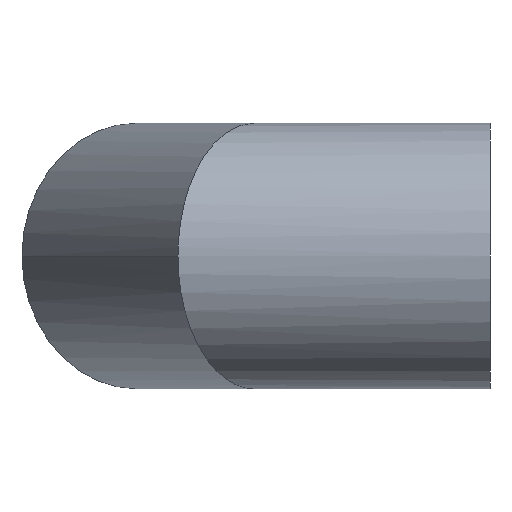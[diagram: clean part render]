
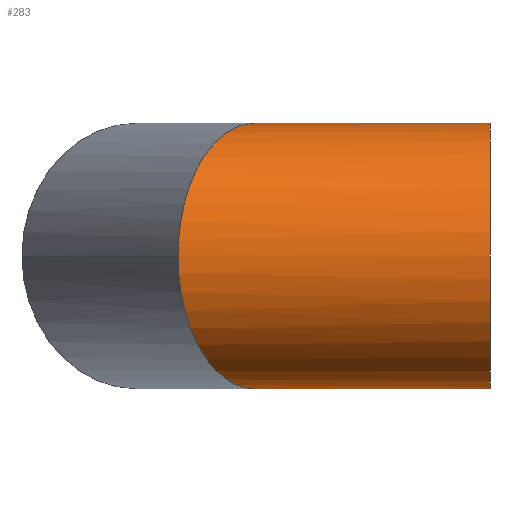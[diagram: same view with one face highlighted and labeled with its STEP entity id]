
A CAD part, left-side view. The second image highlights one B-rep face of the part: STEP entity #283.
In plain terms, the highlighted cylindrical face has radius 177.5 mm (diameter 355 mm), a partial arc.
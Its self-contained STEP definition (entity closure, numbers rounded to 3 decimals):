
#6 = LINE ( 'NONE', #316, #86 ) ;
#11 = VERTEX_POINT ( 'NONE', #209 ) ;
#31 = DIRECTION ( 'NONE',  ( 0., 0., 1. ) ) ;
#40 = EDGE_CURVE ( 'NONE', #335, #140, #356, .T. ) ;
#59 = EDGE_CURVE ( 'NONE', #11, #285, #265, .T. ) ;
#71 = DIRECTION ( 'NONE',  ( 0., 1., 0. ) ) ;
#76 = DIRECTION ( 'NONE',  ( 0., 1., 0. ) ) ;
#81 = VERTEX_POINT ( 'NONE', #266 ) ;
#85 = EDGE_LOOP ( 'NONE', ( #343, #110, #195, #291, #130 ) ) ;
#86 = VECTOR ( 'NONE', #76, 1000. ) ;
#92 = EDGE_CURVE ( 'NONE', #81, #335, #271, .T. ) ;
#96 = DIRECTION ( 'NONE',  ( 0., 1., 0. ) ) ;
#99 = EDGE_CURVE ( 'NONE', #140, #11, #161, .T. ) ;
#110 = ORIENTED_EDGE ( 'NONE', *, *, #92, .T. ) ;
#113 = CARTESIAN_POINT ( 'NONE',  ( 0., 0., 0. ) ) ;
#120 = CARTESIAN_POINT ( 'NONE',  ( -177.5, 417.146, 0. ) ) ;
#127 = CARTESIAN_POINT ( 'NONE',  ( 0., 314.667, 177.5 ) ) ;
#128 = CARTESIAN_POINT ( 'NONE',  ( 0., 314.667, -177.5 ) ) ;
#130 = ORIENTED_EDGE ( 'NONE', *, *, #59, .T. ) ;
#140 = VERTEX_POINT ( 'NONE', #244 ) ;
#150 = CARTESIAN_POINT ( 'NONE',  ( -177.5, 417.146, -103.977 ) ) ;
#158 = CYLINDRICAL_SURFACE ( 'NONE', #225, 177.5 ) ;
#161 =( BOUNDED_CURVE ( )  B_SPLINE_CURVE ( 3, ( #127, #357, #329, #120 ),
 .UNSPECIFIED., .F., .T. ) 
 B_SPLINE_CURVE_WITH_KNOTS ( ( 4, 4 ),
 ( 4.712, 6.283 ),
 .UNSPECIFIED. ) 
 CURVE ( )  GEOMETRIC_REPRESENTATION_ITEM ( )  RATIONAL_B_SPLINE_CURVE ( ( 1., 0.805, 0.805, 1. ) ) 
 REPRESENTATION_ITEM ( '' )  );
#180 = CARTESIAN_POINT ( 'NONE',  ( 0., 0., 177.5 ) ) ;
#195 = ORIENTED_EDGE ( 'NONE', *, *, #40, .T. ) ;
#203 = CARTESIAN_POINT ( 'NONE',  ( 0., 314.667, -177.5 ) ) ;
#208 = CARTESIAN_POINT ( 'NONE',  ( -177.5, 417.146, 0. ) ) ;
#209 = CARTESIAN_POINT ( 'NONE',  ( -177.5, 417.146, 0. ) ) ;
#225 = AXIS2_PLACEMENT_3D ( 'NONE', #364, #71, #310 ) ;
#237 = AXIS2_PLACEMENT_3D ( 'NONE', #113, #96, #31 ) ;
#244 = CARTESIAN_POINT ( 'NONE',  ( 0., 314.667, 177.5 ) ) ;
#265 =( BOUNDED_CURVE ( )  B_SPLINE_CURVE ( 3, ( #208, #150, #374, #203 ),
 .UNSPECIFIED., .F., .T. ) 
 B_SPLINE_CURVE_WITH_KNOTS ( ( 4, 4 ),
 ( 0., 1.571 ),
 .UNSPECIFIED. ) 
 CURVE ( )  GEOMETRIC_REPRESENTATION_ITEM ( )  RATIONAL_B_SPLINE_CURVE ( ( 1., 0.805, 0.805, 1. ) ) 
 REPRESENTATION_ITEM ( '' )  );
#266 = CARTESIAN_POINT ( 'NONE',  ( 0., 0., -177.5 ) ) ;
#271 = CIRCLE ( 'NONE', #237, 177.5 ) ;
#283 = ADVANCED_FACE ( 'NONE', ( #307 ), #158, .T. ) ;
#284 = CARTESIAN_POINT ( 'NONE',  ( 0., 0., 177.5 ) ) ;
#285 = VERTEX_POINT ( 'NONE', #128 ) ;
#291 = ORIENTED_EDGE ( 'NONE', *, *, #99, .T. ) ;
#307 = FACE_OUTER_BOUND ( 'NONE', #85, .T. ) ;
#310 = DIRECTION ( 'NONE',  ( 0., 0., 1. ) ) ;
#316 = CARTESIAN_POINT ( 'NONE',  ( 0., 0., -177.5 ) ) ;
#317 = DIRECTION ( 'NONE',  ( 0., 1., 0. ) ) ;
#329 = CARTESIAN_POINT ( 'NONE',  ( -177.5, 417.146, 103.977 ) ) ;
#335 = VERTEX_POINT ( 'NONE', #284 ) ;
#343 = ORIENTED_EDGE ( 'NONE', *, *, #372, .F. ) ;
#356 = LINE ( 'NONE', #180, #379 ) ;
#357 = CARTESIAN_POINT ( 'NONE',  ( -103.977, 374.698, 177.5 ) ) ;
#364 = CARTESIAN_POINT ( 'NONE',  ( 0., 0., 0. ) ) ;
#372 = EDGE_CURVE ( 'NONE', #81, #285, #6, .T. ) ;
#374 = CARTESIAN_POINT ( 'NONE',  ( -103.977, 374.698, -177.5 ) ) ;
#379 = VECTOR ( 'NONE', #317, 1000. ) ;
